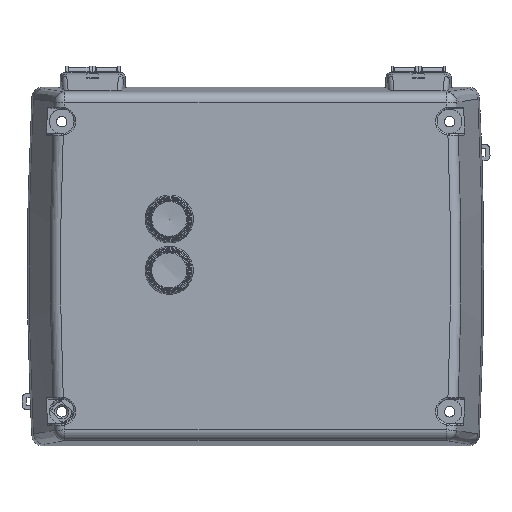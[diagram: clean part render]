
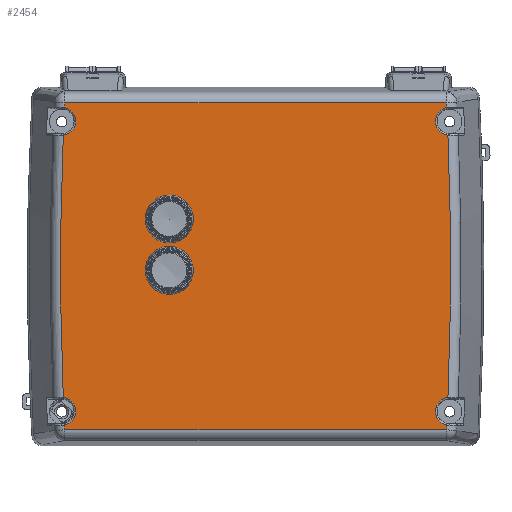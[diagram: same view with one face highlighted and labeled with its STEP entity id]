
A CAD part, top view. The second image highlights one B-rep face of the part: STEP entity #2454.
In plain terms, the highlighted planar face has unit normal (0, 0, 1).
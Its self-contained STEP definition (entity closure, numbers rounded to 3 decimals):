
#1224=FACE_BOUND('',#4183,.T.);
#1225=FACE_BOUND('',#4184,.T.);
#1226=FACE_BOUND('',#4185,.T.);
#1763=CIRCLE('',#19600,8.6);
#1764=CIRCLE('',#19602,1979.667);
#1766=CIRCLE('',#19605,1979.667);
#1767=CIRCLE('',#19606,1979.667);
#1768=CIRCLE('',#19607,8.6);
#1769=CIRCLE('',#19608,1979.667);
#1770=CIRCLE('',#19609,8.6);
#1771=CIRCLE('',#19610,1979.667);
#1772=CIRCLE('',#19611,1979.667);
#1773=CIRCLE('',#19612,8.6);
#1774=CIRCLE('',#19613,11.15);
#1775=CIRCLE('',#19614,0.8);
#1776=CIRCLE('',#19615,0.8);
#1777=CIRCLE('',#19616,11.15);
#1778=CIRCLE('',#19617,0.8);
#1779=CIRCLE('',#19618,0.8);
#2454=ADVANCED_FACE('',(#1224,#1225,#1226),#3163,.T.);
#3163=PLANE('',#19619);
#4183=EDGE_LOOP('',(#5293,#5294,#5295,#5296,#5297,#5298,#5299,#5300,#5301,
#5302,#5303,#5304));
#4184=EDGE_LOOP('',(#5305,#5306,#5307,#5308,#5309,#5310));
#4185=EDGE_LOOP('',(#5311,#5312,#5313,#5314,#5315,#5316));
#5293=ORIENTED_EDGE('',*,*,#12683,.F.);
#5294=ORIENTED_EDGE('',*,*,#12697,.F.);
#5295=ORIENTED_EDGE('',*,*,#12698,.F.);
#5296=ORIENTED_EDGE('',*,*,#12699,.F.);
#5297=ORIENTED_EDGE('',*,*,#12700,.F.);
#5298=ORIENTED_EDGE('',*,*,#12701,.F.);
#5299=ORIENTED_EDGE('',*,*,#12702,.F.);
#5300=ORIENTED_EDGE('',*,*,#12703,.F.);
#5301=ORIENTED_EDGE('',*,*,#12704,.F.);
#5302=ORIENTED_EDGE('',*,*,#12705,.F.);
#5303=ORIENTED_EDGE('',*,*,#12706,.F.);
#5304=ORIENTED_EDGE('',*,*,#12693,.F.);
#5305=ORIENTED_EDGE('',*,*,#12707,.T.);
#5306=ORIENTED_EDGE('',*,*,#12708,.T.);
#5307=ORIENTED_EDGE('',*,*,#12709,.T.);
#5308=ORIENTED_EDGE('',*,*,#12710,.T.);
#5309=ORIENTED_EDGE('',*,*,#12711,.T.);
#5310=ORIENTED_EDGE('',*,*,#12712,.T.);
#5311=ORIENTED_EDGE('',*,*,#12713,.T.);
#5312=ORIENTED_EDGE('',*,*,#12714,.T.);
#5313=ORIENTED_EDGE('',*,*,#12715,.T.);
#5314=ORIENTED_EDGE('',*,*,#12716,.T.);
#5315=ORIENTED_EDGE('',*,*,#12717,.T.);
#5316=ORIENTED_EDGE('',*,*,#12718,.T.);
#9988=VERTEX_POINT('',#26173);
#9991=VERTEX_POINT('',#26182);
#9998=VERTEX_POINT('',#26309);
#10001=VERTEX_POINT('',#26324);
#10002=VERTEX_POINT('',#26326);
#10003=VERTEX_POINT('',#26328);
#10004=VERTEX_POINT('',#26330);
#10005=VERTEX_POINT('',#26332);
#10006=VERTEX_POINT('',#26334);
#10007=VERTEX_POINT('',#26336);
#10008=VERTEX_POINT('',#26338);
#10009=VERTEX_POINT('',#26340);
#10010=VERTEX_POINT('',#26343);
#10011=VERTEX_POINT('',#26344);
#10012=VERTEX_POINT('',#26346);
#10013=VERTEX_POINT('',#26348);
#10014=VERTEX_POINT('',#26350);
#10015=VERTEX_POINT('',#26352);
#10016=VERTEX_POINT('',#26355);
#10017=VERTEX_POINT('',#26356);
#10018=VERTEX_POINT('',#26358);
#10019=VERTEX_POINT('',#26360);
#10020=VERTEX_POINT('',#26362);
#10021=VERTEX_POINT('',#26364);
#12683=EDGE_CURVE('',#9991,#9988,#1763,.T.);
#12693=EDGE_CURVE('',#9988,#9998,#1764,.T.);
#12697=EDGE_CURVE('',#10001,#9991,#1766,.T.);
#12698=EDGE_CURVE('',#10002,#10001,#16014,.T.);
#12699=EDGE_CURVE('',#10003,#10002,#1767,.T.);
#12700=EDGE_CURVE('',#10004,#10003,#1768,.T.);
#12701=EDGE_CURVE('',#10005,#10004,#1769,.T.);
#12702=EDGE_CURVE('',#10006,#10005,#1770,.T.);
#12703=EDGE_CURVE('',#10007,#10006,#1771,.T.);
#12704=EDGE_CURVE('',#10008,#10007,#16015,.T.);
#12705=EDGE_CURVE('',#10009,#10008,#1772,.T.);
#12706=EDGE_CURVE('',#9998,#10009,#1773,.T.);
#12707=EDGE_CURVE('',#10010,#10011,#16016,.T.);
#12708=EDGE_CURVE('',#10011,#10012,#1774,.T.);
#12709=EDGE_CURVE('',#10012,#10013,#16017,.T.);
#12710=EDGE_CURVE('',#10013,#10014,#1775,.T.);
#12711=EDGE_CURVE('',#10014,#10015,#16018,.T.);
#12712=EDGE_CURVE('',#10015,#10010,#1776,.T.);
#12713=EDGE_CURVE('',#10016,#10017,#1777,.T.);
#12714=EDGE_CURVE('',#10017,#10018,#16019,.T.);
#12715=EDGE_CURVE('',#10018,#10019,#1778,.T.);
#12716=EDGE_CURVE('',#10019,#10020,#16020,.T.);
#12717=EDGE_CURVE('',#10020,#10021,#1779,.T.);
#12718=EDGE_CURVE('',#10021,#10016,#16021,.T.);
#16014=LINE('',#26325,#17816);
#16015=LINE('',#26337,#17817);
#16016=LINE('',#26342,#17818);
#16017=LINE('',#26347,#17819);
#16018=LINE('',#26351,#17820);
#16019=LINE('',#26357,#17821);
#16020=LINE('',#26361,#17822);
#16021=LINE('',#26365,#17823);
#17816=VECTOR('',#21279,1.);
#17817=VECTOR('',#21290,1.);
#17818=VECTOR('',#21295,1.);
#17819=VECTOR('',#21298,1.);
#17820=VECTOR('',#21301,1.);
#17821=VECTOR('',#21306,1.);
#17822=VECTOR('',#21309,1.);
#17823=VECTOR('',#21312,1.);
#19600=AXIS2_PLACEMENT_3D('',#26183,#21267,#21268);
#19602=AXIS2_PLACEMENT_3D('',#26308,#21271,#21272);
#19605=AXIS2_PLACEMENT_3D('',#26323,#21277,#21278);
#19606=AXIS2_PLACEMENT_3D('',#26327,#21280,#21281);
#19607=AXIS2_PLACEMENT_3D('',#26329,#21282,#21283);
#19608=AXIS2_PLACEMENT_3D('',#26331,#21284,#21285);
#19609=AXIS2_PLACEMENT_3D('',#26333,#21286,#21287);
#19610=AXIS2_PLACEMENT_3D('',#26335,#21288,#21289);
#19611=AXIS2_PLACEMENT_3D('',#26339,#21291,#21292);
#19612=AXIS2_PLACEMENT_3D('',#26341,#21293,#21294);
#19613=AXIS2_PLACEMENT_3D('',#26345,#21296,#21297);
#19614=AXIS2_PLACEMENT_3D('',#26349,#21299,#21300);
#19615=AXIS2_PLACEMENT_3D('',#26353,#21302,#21303);
#19616=AXIS2_PLACEMENT_3D('',#26354,#21304,#21305);
#19617=AXIS2_PLACEMENT_3D('',#26359,#21307,#21308);
#19618=AXIS2_PLACEMENT_3D('',#26363,#21310,#21311);
#19619=AXIS2_PLACEMENT_3D('',#26366,#21313,#21314);
#21267=DIRECTION('',(0.,0.,1.));
#21268=DIRECTION('',(0.999,0.045,0.));
#21271=DIRECTION('',(0.,0.,-1.));
#21272=DIRECTION('',(-1.,0.,0.));
#21277=DIRECTION('',(0.,0.,-1.));
#21278=DIRECTION('',(-0.999,-0.05,0.));
#21279=DIRECTION('',(-1.,0.,0.));
#21280=DIRECTION('',(0.,0.,-1.));
#21281=DIRECTION('',(0.999,-0.05,0.));
#21282=DIRECTION('',(0.,0.,1.));
#21283=DIRECTION('',(-0.999,0.045,0.));
#21284=DIRECTION('',(0.,0.,-1.));
#21285=DIRECTION('',(1.,0.,0.));
#21286=DIRECTION('',(0.,0.,1.));
#21287=DIRECTION('',(-0.999,-0.045,0.));
#21288=DIRECTION('',(0.,0.,-1.));
#21289=DIRECTION('',(0.999,0.05,0.));
#21290=DIRECTION('',(1.,0.,0.));
#21291=DIRECTION('',(0.,0.,-1.));
#21292=DIRECTION('',(-0.999,0.05,0.));
#21293=DIRECTION('',(0.,0.,1.));
#21294=DIRECTION('',(0.999,-0.045,0.));
#21295=DIRECTION('',(-1.,0.,0.));
#21296=DIRECTION('',(0.,0.,-1.));
#21297=DIRECTION('',(0.99,0.143,0.));
#21298=DIRECTION('',(1.,0.,0.));
#21299=DIRECTION('',(0.,0.,-1.));
#21300=DIRECTION('',(0.707,0.707,0.));
#21301=DIRECTION('',(0.,-1.,0.));
#21302=DIRECTION('',(0.,0.,-1.));
#21303=DIRECTION('',(0.707,-0.707,0.));
#21304=DIRECTION('',(0.,0.,-1.));
#21305=DIRECTION('',(0.99,0.143,0.));
#21306=DIRECTION('',(1.,0.,0.));
#21307=DIRECTION('',(0.,0.,-1.));
#21308=DIRECTION('',(0.707,0.707,0.));
#21309=DIRECTION('',(0.,-1.,0.));
#21310=DIRECTION('',(0.,0.,-1.));
#21311=DIRECTION('',(0.707,-0.707,0.));
#21312=DIRECTION('',(-1.,0.,0.));
#21313=DIRECTION('',(0.,0.,1.));
#21314=DIRECTION('',(-1.,0.,0.));
#26173=CARTESIAN_POINT('',(-118.032,-80.455,98.5));
#26182=CARTESIAN_POINT('',(-117.269,-97.424,98.5));
#26183=CARTESIAN_POINT('',(-119.,-89.,98.5));
#26308=CARTESIAN_POINT('',(1860.,0.,98.5));
#26309=CARTESIAN_POINT('',(-118.032,80.455,98.5));
#26323=CARTESIAN_POINT('',(1860.,0.,98.5));
#26324=CARTESIAN_POINT('',(-117.121,-100.371,98.5));
#26325=CARTESIAN_POINT('',(68.486,-100.371,98.5));
#26326=CARTESIAN_POINT('',(117.121,-100.371,98.5));
#26327=CARTESIAN_POINT('',(-1860.,0.,98.5));
#26328=CARTESIAN_POINT('',(117.269,-97.424,98.5));
#26329=CARTESIAN_POINT('',(119.,-89.,98.5));
#26330=CARTESIAN_POINT('',(118.032,-80.455,98.5));
#26331=CARTESIAN_POINT('',(-1860.,0.,98.5));
#26332=CARTESIAN_POINT('',(118.032,80.455,98.5));
#26333=CARTESIAN_POINT('',(119.,89.,98.5));
#26334=CARTESIAN_POINT('',(117.269,97.424,98.5));
#26335=CARTESIAN_POINT('',(-1860.,0.,98.5));
#26336=CARTESIAN_POINT('',(117.121,100.371,98.5));
#26337=CARTESIAN_POINT('',(-68.486,100.371,98.5));
#26338=CARTESIAN_POINT('',(-117.121,100.371,98.5));
#26339=CARTESIAN_POINT('',(1860.,0.,98.5));
#26340=CARTESIAN_POINT('',(-117.269,97.424,98.5));
#26341=CARTESIAN_POINT('',(-119.,89.,98.5));
#26342=CARTESIAN_POINT('',(-20.983,-4.1,98.5));
#26343=CARTESIAN_POINT('',(-40.8,-4.1,98.5));
#26344=CARTESIAN_POINT('',(-41.965,-4.1,98.5));
#26345=CARTESIAN_POINT('',(-53.,-2.5,98.5));
#26346=CARTESIAN_POINT('',(-41.965,-0.9,98.5));
#26347=CARTESIAN_POINT('',(-20.,-0.9,98.5));
#26348=CARTESIAN_POINT('',(-40.8,-0.9,98.5));
#26349=CARTESIAN_POINT('',(-40.8,-1.7,98.5));
#26350=CARTESIAN_POINT('',(-40.,-1.7,98.5));
#26351=CARTESIAN_POINT('',(-40.,-2.05,98.5));
#26352=CARTESIAN_POINT('',(-40.,-3.3,98.5));
#26353=CARTESIAN_POINT('',(-40.8,-3.3,98.5));
#26354=CARTESIAN_POINT('',(-53.,29.,98.5));
#26355=CARTESIAN_POINT('',(-41.965,27.4,98.5));
#26356=CARTESIAN_POINT('',(-41.965,30.6,98.5));
#26357=CARTESIAN_POINT('',(-20.,30.6,98.5));
#26358=CARTESIAN_POINT('',(-40.8,30.6,98.5));
#26359=CARTESIAN_POINT('',(-40.8,29.8,98.5));
#26360=CARTESIAN_POINT('',(-40.,29.8,98.5));
#26361=CARTESIAN_POINT('',(-40.,13.7,98.5));
#26362=CARTESIAN_POINT('',(-40.,28.2,98.5));
#26363=CARTESIAN_POINT('',(-40.8,28.2,98.5));
#26364=CARTESIAN_POINT('',(-40.8,27.4,98.5));
#26365=CARTESIAN_POINT('',(-20.983,27.4,98.5));
#26366=CARTESIAN_POINT('',(0.,0.,98.5));
